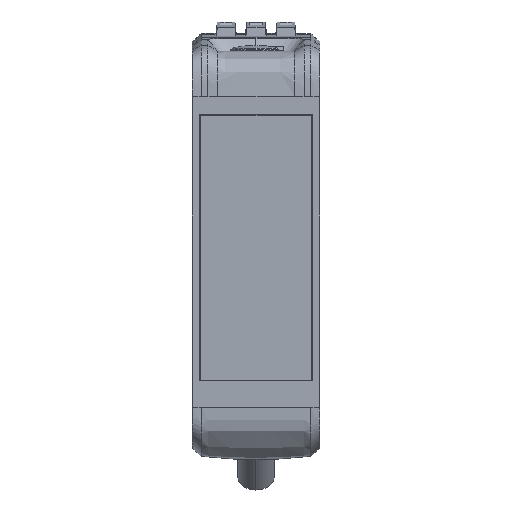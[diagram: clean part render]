
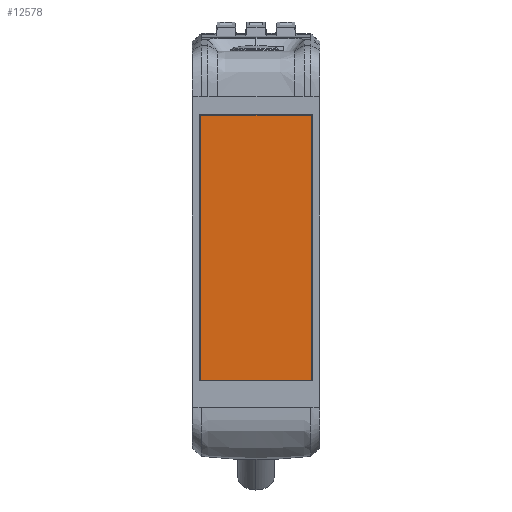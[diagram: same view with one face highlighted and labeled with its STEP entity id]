
A CAD part, top view. The second image highlights one B-rep face of the part: STEP entity #12578.
In plain terms, the highlighted planar face has unit normal (0, -0.026, 1).
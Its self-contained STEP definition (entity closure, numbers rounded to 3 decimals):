
#5116=DIRECTION('',(-1.,0.,0.));
#5117=VECTOR('',#5116,13.15);
#5118=CARTESIAN_POINT('',(6.575,3.224,4.807));
#5119=LINE('',#5118,#5117);
#5123=DIRECTION('',(0.,1.,0.026));
#5124=VECTOR('',#5123,31.5);
#5125=CARTESIAN_POINT('',(-6.575,3.224,4.807));
#5126=LINE('',#5125,#5124);
#5130=DIRECTION('',(1.,0.,0.));
#5131=VECTOR('',#5130,13.15);
#5132=CARTESIAN_POINT('',(-6.575,34.713,5.631));
#5133=LINE('',#5132,#5131);
#5137=DIRECTION('',(0.,-1.,-0.026));
#5138=VECTOR('',#5137,31.5);
#5139=CARTESIAN_POINT('',(6.575,34.713,5.631));
#5140=LINE('',#5139,#5138);
#6103=CARTESIAN_POINT('',(-6.575,3.224,4.807));
#6104=VERTEX_POINT('',#6103);
#6105=CARTESIAN_POINT('',(6.575,3.224,4.807));
#6106=VERTEX_POINT('',#6105);
#6107=CARTESIAN_POINT('',(-6.575,34.713,5.631));
#6108=VERTEX_POINT('',#6107);
#6109=CARTESIAN_POINT('',(6.575,34.713,5.631));
#6110=VERTEX_POINT('',#6109);
#12567=CARTESIAN_POINT('',(0.,18.968,5.219));
#12568=DIRECTION('',(0.,0.026,-1.));
#12569=DIRECTION('',(0.,1.,0.026));
#12570=AXIS2_PLACEMENT_3D('',#12567,#12568,#12569);
#12571=PLANE('',#12570);
#12572=ORIENTED_EDGE('',*,*,#12519,.T.);
#12573=ORIENTED_EDGE('',*,*,#12534,.T.);
#12574=ORIENTED_EDGE('',*,*,#12548,.T.);
#12575=ORIENTED_EDGE('',*,*,#12561,.T.);
#12576=EDGE_LOOP('',(#12572,#12573,#12574,#12575));
#12577=FACE_OUTER_BOUND('',#12576,.F.);
#12578=ADVANCED_FACE('',(#12577),#12571,.F.);
#12519=EDGE_CURVE('',#6106,#6104,#5119,.T.);
#12534=EDGE_CURVE('',#6104,#6108,#5126,.T.);
#12548=EDGE_CURVE('',#6108,#6110,#5133,.T.);
#12561=EDGE_CURVE('',#6110,#6106,#5140,.T.);
